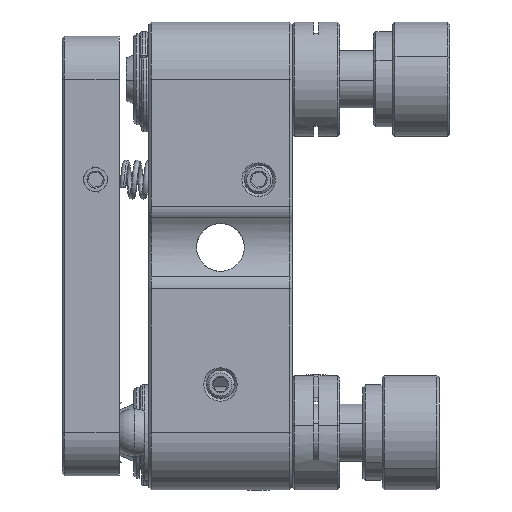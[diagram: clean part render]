
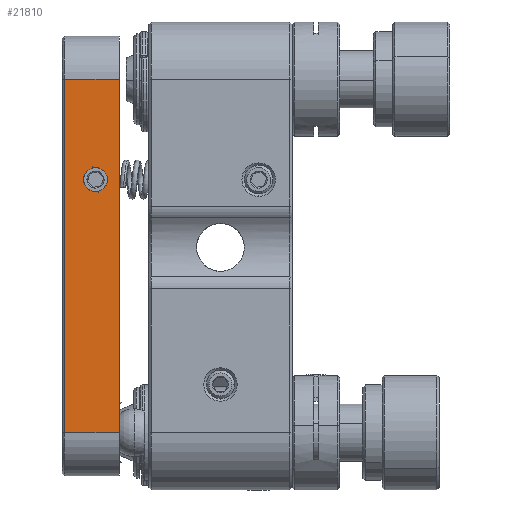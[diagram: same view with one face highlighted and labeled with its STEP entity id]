
A CAD part, front view. The second image highlights one B-rep face of the part: STEP entity #21810.
In plain terms, the highlighted planar face has unit normal (0, -1, 0).
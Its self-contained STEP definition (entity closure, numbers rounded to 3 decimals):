
#452 = VECTOR ( 'NONE', #40191, 1000. ) ;
#860 = ORIENTED_EDGE ( 'NONE', *, *, #24968, .F. ) ;
#1806 = CARTESIAN_POINT ( 'NONE',  ( -16.331, -23., -18.5 ) ) ;
#1892 = PLANE ( 'NONE',  #5383 ) ;
#3681 = VECTOR ( 'NONE', #4752, 1000. ) ;
#4055 = VERTEX_POINT ( 'NONE', #32943 ) ;
#4674 = EDGE_LOOP ( 'NONE', ( #860, #34305 ) ) ;
#4752 = DIRECTION ( 'NONE',  ( -1., 0., 0. ) ) ;
#5383 = AXIS2_PLACEMENT_3D ( 'NONE', #14679, #18245, #27044 ) ;
#5740 = CIRCLE ( 'NONE', #16443, 1.25 ) ;
#6477 = VECTOR ( 'NONE', #18154, 1000. ) ;
#6697 = EDGE_CURVE ( 'NONE', #20046, #41414, #27383, .T. ) ;
#7460 = CARTESIAN_POINT ( 'NONE',  ( -10.581, -23., 18.5 ) ) ;
#8171 = FACE_BOUND ( 'NONE', #4674, .T. ) ;
#8499 = LINE ( 'NONE', #33882, #452 ) ;
#8835 = AXIS2_PLACEMENT_3D ( 'NONE', #39679, #22868, #23717 ) ;
#9121 = VERTEX_POINT ( 'NONE', #11924 ) ;
#10193 = EDGE_CURVE ( 'NONE', #41414, #19055, #15003, .T. ) ;
#10357 = EDGE_CURVE ( 'NONE', #20046, #20541, #8499, .T. ) ;
#11281 = LINE ( 'NONE', #17582, #21359 ) ;
#11924 = CARTESIAN_POINT ( 'NONE',  ( -13.081, -23., 9.25 ) ) ;
#13017 = CARTESIAN_POINT ( 'NONE',  ( -13.081, -23., 8. ) ) ;
#14669 = ORIENTED_EDGE ( 'NONE', *, *, #10193, .T. ) ;
#14679 = CARTESIAN_POINT ( 'NONE',  ( -10.581, -23., -23. ) ) ;
#15003 = LINE ( 'NONE', #1806, #6477 ) ;
#16443 = AXIS2_PLACEMENT_3D ( 'NONE', #13017, #25405, #25601 ) ;
#17315 = CARTESIAN_POINT ( 'NONE',  ( -16.331, -23., -18.5 ) ) ;
#17582 = CARTESIAN_POINT ( 'NONE',  ( -10.581, -23., -18.5 ) ) ;
#17709 = EDGE_CURVE ( 'NONE', #9121, #4055, #5740, .T. ) ;
#18035 = FACE_OUTER_BOUND ( 'NONE', #37568, .T. ) ;
#18154 = DIRECTION ( 'NONE',  ( 0., 0., -1. ) ) ;
#18222 = CIRCLE ( 'NONE', #8835, 1.25 ) ;
#18245 = DIRECTION ( 'NONE',  ( 0., 1., 0. ) ) ;
#19055 = VERTEX_POINT ( 'NONE', #17315 ) ;
#19943 = ORIENTED_EDGE ( 'NONE', *, *, #37576, .T. ) ;
#20046 = VERTEX_POINT ( 'NONE', #23657 ) ;
#20301 = DIRECTION ( 'NONE',  ( 1., 0., 0. ) ) ;
#20541 = VERTEX_POINT ( 'NONE', #22163 ) ;
#21359 = VECTOR ( 'NONE', #20301, 1000. ) ;
#21810 = ADVANCED_FACE ( 'NONE', ( #8171, #18035 ), #1892, .F. ) ;
#21972 = ORIENTED_EDGE ( 'NONE', *, *, #6697, .T. ) ;
#22163 = CARTESIAN_POINT ( 'NONE',  ( -10.581, -23., -18.5 ) ) ;
#22868 = DIRECTION ( 'NONE',  ( 0., -1., 0. ) ) ;
#23657 = CARTESIAN_POINT ( 'NONE',  ( -10.581, -23., 18.5 ) ) ;
#23717 = DIRECTION ( 'NONE',  ( 0., 0., -1. ) ) ;
#24968 = EDGE_CURVE ( 'NONE', #4055, #9121, #18222, .T. ) ;
#25405 = DIRECTION ( 'NONE',  ( 0., -1., 0. ) ) ;
#25601 = DIRECTION ( 'NONE',  ( 0., 0., -1. ) ) ;
#27044 = DIRECTION ( 'NONE',  ( 0., 0., 1. ) ) ;
#27383 = LINE ( 'NONE', #7460, #3681 ) ;
#32943 = CARTESIAN_POINT ( 'NONE',  ( -13.081, -23., 6.75 ) ) ;
#33882 = CARTESIAN_POINT ( 'NONE',  ( -10.581, -23., -23. ) ) ;
#34305 = ORIENTED_EDGE ( 'NONE', *, *, #17709, .F. ) ;
#37568 = EDGE_LOOP ( 'NONE', ( #21972, #14669, #19943, #39033 ) ) ;
#37576 = EDGE_CURVE ( 'NONE', #19055, #20541, #11281, .T. ) ;
#39033 = ORIENTED_EDGE ( 'NONE', *, *, #10357, .F. ) ;
#39209 = CARTESIAN_POINT ( 'NONE',  ( -16.331, -23., 18.5 ) ) ;
#39679 = CARTESIAN_POINT ( 'NONE',  ( -13.081, -23., 8. ) ) ;
#40191 = DIRECTION ( 'NONE',  ( 0., 0., -1. ) ) ;
#41414 = VERTEX_POINT ( 'NONE', #39209 ) ;
